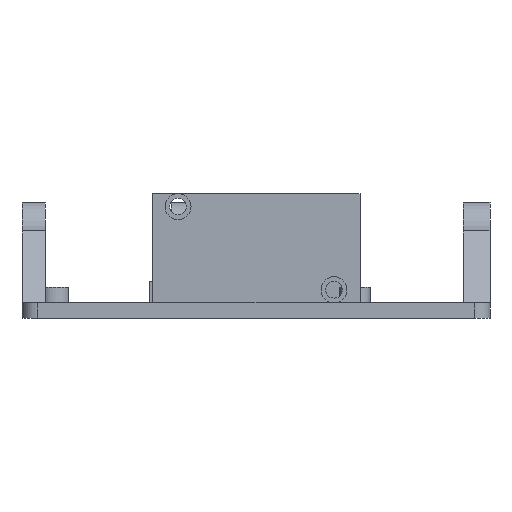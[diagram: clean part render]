
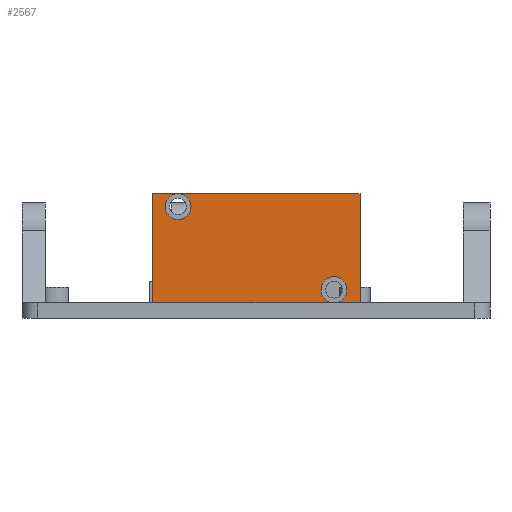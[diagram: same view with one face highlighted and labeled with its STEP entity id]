
A CAD part, front view. The second image highlights one B-rep face of the part: STEP entity #2567.
In plain terms, the highlighted planar face has unit normal (0, -1, 0).
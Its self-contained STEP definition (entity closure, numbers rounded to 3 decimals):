
#111=PLANE('',#2770);
#209=FACE_OUTER_BOUND('',#383,.T.);
#383=EDGE_LOOP('',(#1982,#1983,#1984,#1985,#1986,#1987,#1988,#1989,#1990,
#1991));
#524=CIRCLE('',#2671,2.5);
#582=CIRCLE('',#2758,2.5);
#583=CIRCLE('',#2759,2.5);
#587=CIRCLE('',#2771,2.5);
#732=LINE('',#3981,#982);
#734=LINE('',#3983,#984);
#737=LINE('',#4004,#987);
#738=LINE('',#4006,#988);
#743=LINE('',#4014,#993);
#744=LINE('',#4016,#994);
#982=VECTOR('',#3181,10.);
#984=VECTOR('',#3183,10.);
#987=VECTOR('',#3208,10.);
#988=VECTOR('',#3209,10.);
#993=VECTOR('',#3216,10.);
#994=VECTOR('',#3219,10.);
#1139=VERTEX_POINT('',#3680);
#1141=VERTEX_POINT('',#3684);
#1261=VERTEX_POINT('',#3974);
#1264=VERTEX_POINT('',#3979);
#1269=VERTEX_POINT('',#3995);
#1270=VERTEX_POINT('',#3997);
#1271=VERTEX_POINT('',#4003);
#1272=VERTEX_POINT('',#4005);
#1381=EDGE_CURVE('',#1139,#1141,#524,.T.);
#1527=EDGE_CURVE('',#1264,#1141,#732,.T.);
#1529=EDGE_CURVE('',#1141,#1261,#734,.T.);
#1535=EDGE_CURVE('',#1269,#1270,#582,.T.);
#1536=EDGE_CURVE('',#1270,#1269,#583,.T.);
#1538=EDGE_CURVE('',#1271,#1270,#737,.T.);
#1539=EDGE_CURVE('',#1270,#1272,#738,.T.);
#1544=EDGE_CURVE('',#1264,#1272,#743,.T.);
#1545=EDGE_CURVE('',#1261,#1271,#744,.T.);
#1552=EDGE_CURVE('',#1141,#1139,#587,.T.);
#1982=ORIENTED_EDGE('',*,*,#1527,.F.);
#1983=ORIENTED_EDGE('',*,*,#1544,.T.);
#1984=ORIENTED_EDGE('',*,*,#1539,.F.);
#1985=ORIENTED_EDGE('',*,*,#1535,.F.);
#1986=ORIENTED_EDGE('',*,*,#1536,.F.);
#1987=ORIENTED_EDGE('',*,*,#1538,.F.);
#1988=ORIENTED_EDGE('',*,*,#1545,.F.);
#1989=ORIENTED_EDGE('',*,*,#1529,.F.);
#1990=ORIENTED_EDGE('',*,*,#1552,.T.);
#1991=ORIENTED_EDGE('',*,*,#1381,.T.);
#2567=ADVANCED_FACE('',(#209),#111,.T.);
#2671=AXIS2_PLACEMENT_3D('',#3686,#2929,#2930);
#2758=AXIS2_PLACEMENT_3D('',#3998,#3199,#3200);
#2759=AXIS2_PLACEMENT_3D('',#3999,#3201,#3202);
#2770=AXIS2_PLACEMENT_3D('',#4029,#3235,#3236);
#2771=AXIS2_PLACEMENT_3D('',#4030,#3237,#3238);
#2929=DIRECTION('center_axis',(0.,1.,0.));
#2930=DIRECTION('ref_axis',(1.,0.,0.));
#3181=DIRECTION('',(-1.,0.,0.));
#3183=DIRECTION('',(-1.,0.,0.));
#3199=DIRECTION('center_axis',(0.,-1.,0.));
#3200=DIRECTION('ref_axis',(1.,0.,0.));
#3201=DIRECTION('center_axis',(0.,-1.,0.));
#3202=DIRECTION('ref_axis',(1.,0.,0.));
#3208=DIRECTION('',(1.,0.,0.));
#3209=DIRECTION('',(1.,0.,0.));
#3216=DIRECTION('',(0.,0.,1.));
#3219=DIRECTION('',(0.,0.,1.));
#3235=DIRECTION('center_axis',(0.,-1.,0.));
#3236=DIRECTION('ref_axis',(1.,0.,0.));
#3237=DIRECTION('center_axis',(0.,1.,0.));
#3238=DIRECTION('ref_axis',(1.,0.,0.));
#3680=CARTESIAN_POINT('',(12.8,-58.946,-1.5));
#3684=CARTESIAN_POINT('',(15.3,-58.946,-4.));
#3686=CARTESIAN_POINT('Origin',(15.3,-58.946,-1.5));
#3974=CARTESIAN_POINT('',(-19.7,-58.946,-4.));
#3979=CARTESIAN_POINT('',(20.3,-58.946,-4.));
#3981=CARTESIAN_POINT('',(-9.7,-58.946,-4.));
#3983=CARTESIAN_POINT('',(-9.7,-58.946,-4.));
#3995=CARTESIAN_POINT('',(-17.2,-58.946,14.5));
#3997=CARTESIAN_POINT('',(-14.7,-58.946,17.));
#3998=CARTESIAN_POINT('Origin',(-14.7,-58.946,14.5));
#3999=CARTESIAN_POINT('Origin',(-14.7,-58.946,14.5));
#4003=CARTESIAN_POINT('',(-19.7,-58.946,17.));
#4004=CARTESIAN_POINT('',(0.3,-58.946,17.));
#4005=CARTESIAN_POINT('',(20.3,-58.946,17.));
#4006=CARTESIAN_POINT('',(0.3,-58.946,17.));
#4014=CARTESIAN_POINT('',(20.3,-58.946,-4.));
#4016=CARTESIAN_POINT('',(-19.7,-58.946,-4.));
#4029=CARTESIAN_POINT('Origin',(-19.7,-58.946,-4.));
#4030=CARTESIAN_POINT('Origin',(15.3,-58.946,-1.5));
